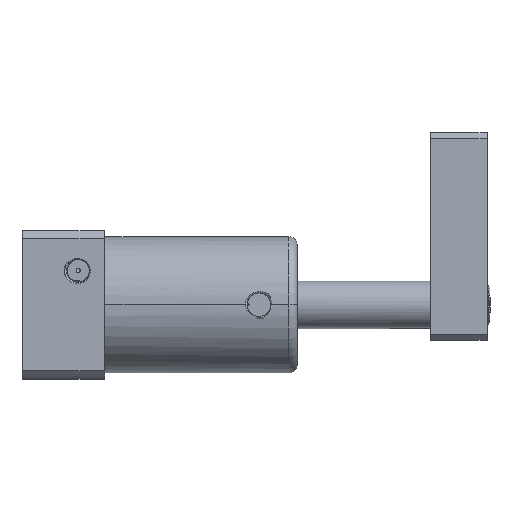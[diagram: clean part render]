
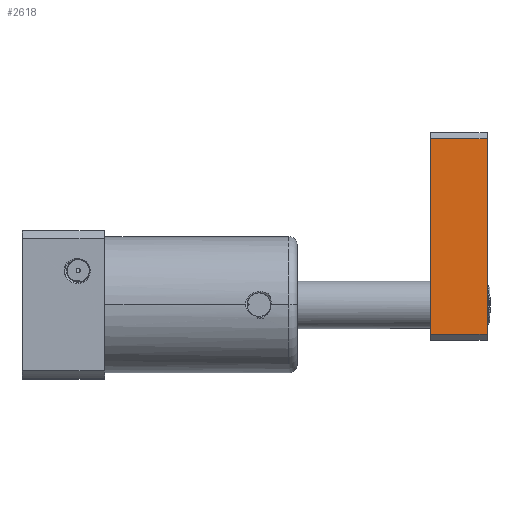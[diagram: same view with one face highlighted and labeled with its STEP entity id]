
A CAD part, top view. The second image highlights one B-rep face of the part: STEP entity #2618.
In plain terms, the highlighted planar face has unit normal (0, 0, 1).
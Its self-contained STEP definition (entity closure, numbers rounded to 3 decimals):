
#2618 = ADVANCED_FACE ( 'NONE', ( #33835 ), #7185, .T. ) ;
#3681 = ORIENTED_EDGE ( 'NONE', *, *, #40072, .T. ) ;
#3719 = CARTESIAN_POINT ( 'NONE',  ( 19., 56., 9.5 ) ) ;
#4107 = CARTESIAN_POINT ( 'NONE',  ( 0., -10., 9.5 ) ) ;
#5603 = ORIENTED_EDGE ( 'NONE', *, *, #11941, .T. ) ;
#6946 = CARTESIAN_POINT ( 'NONE',  ( 0., 56., 9.5 ) ) ;
#7124 = DIRECTION ( 'NONE',  ( 1., 0., 0. ) ) ;
#7175 = DIRECTION ( 'NONE',  ( 0., 0., 1. ) ) ;
#7185 = PLANE ( 'NONE',  #29287 ) ;
#8553 = ORIENTED_EDGE ( 'NONE', *, *, #40131, .T. ) ;
#9544 = LINE ( 'NONE', #23281, #27971 ) ;
#11941 = EDGE_CURVE ( 'NONE', #31724, #34956, #9544, .T. ) ;
#12203 = CARTESIAN_POINT ( 'NONE',  ( 0., 58., 9.5 ) ) ;
#15207 = LINE ( 'NONE', #40836, #43164 ) ;
#16916 = VECTOR ( 'NONE', #25101, 1000. ) ;
#17239 = VECTOR ( 'NONE', #24956, 1000. ) ;
#17281 = LINE ( 'NONE', #18217, #16916 ) ;
#17696 = LINE ( 'NONE', #4107, #17239 ) ;
#18116 = ORIENTED_EDGE ( 'NONE', *, *, #26317, .T. ) ;
#18217 = CARTESIAN_POINT ( 'NONE',  ( 0., 56., 9.5 ) ) ;
#20199 = EDGE_LOOP ( 'NONE', ( #5603, #8553, #18116, #3681 ) ) ;
#20545 = VERTEX_POINT ( 'NONE', #23575 ) ;
#20578 = VERTEX_POINT ( 'NONE', #6946 ) ;
#23189 = DIRECTION ( 'NONE',  ( 0., 1., 0. ) ) ;
#23281 = CARTESIAN_POINT ( 'NONE',  ( 19., 58., 9.5 ) ) ;
#23575 = CARTESIAN_POINT ( 'NONE',  ( 0., -10., 9.5 ) ) ;
#24956 = DIRECTION ( 'NONE',  ( 1., 0., 0. ) ) ;
#25101 = DIRECTION ( 'NONE',  ( -1., 0., 0. ) ) ;
#26317 = EDGE_CURVE ( 'NONE', #20578, #20545, #15207, .T. ) ;
#27971 = VECTOR ( 'NONE', #23189, 1000. ) ;
#29287 = AXIS2_PLACEMENT_3D ( 'NONE', #12203, #7175, #7124 ) ;
#31724 = VERTEX_POINT ( 'NONE', #42942 ) ;
#32365 = DIRECTION ( 'NONE',  ( 0., -1., 0. ) ) ;
#33835 = FACE_OUTER_BOUND ( 'NONE', #20199, .T. ) ;
#34956 = VERTEX_POINT ( 'NONE', #3719 ) ;
#40072 = EDGE_CURVE ( 'NONE', #20545, #31724, #17696, .T. ) ;
#40131 = EDGE_CURVE ( 'NONE', #34956, #20578, #17281, .T. ) ;
#40836 = CARTESIAN_POINT ( 'NONE',  ( 0., 58., 9.5 ) ) ;
#42942 = CARTESIAN_POINT ( 'NONE',  ( 19., -10., 9.5 ) ) ;
#43164 = VECTOR ( 'NONE', #32365, 1000. ) ;
